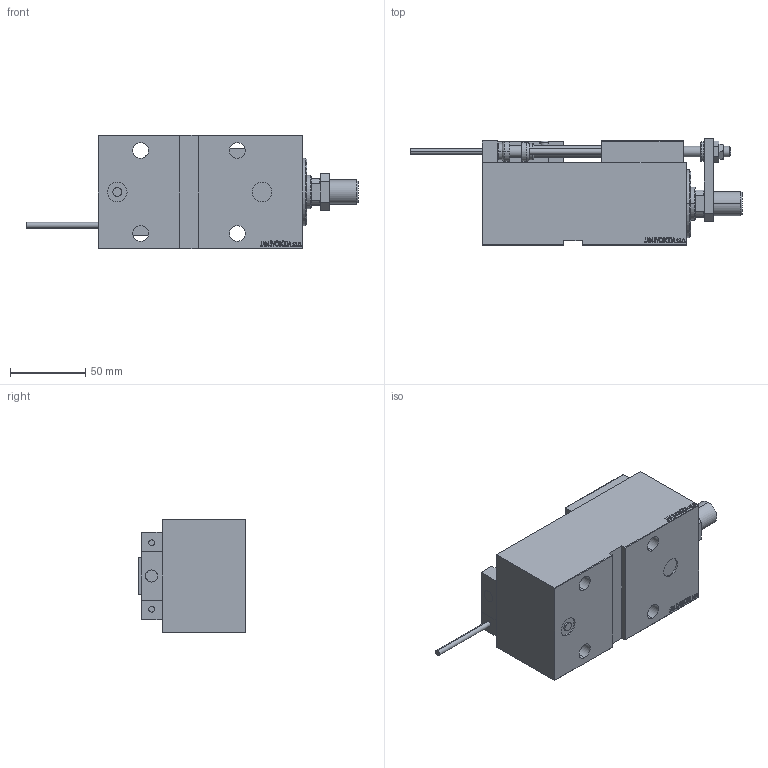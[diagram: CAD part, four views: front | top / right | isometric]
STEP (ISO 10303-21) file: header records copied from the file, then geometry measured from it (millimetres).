
FILE_DESCRIPTION (( 'STEP AP203' ), '1' );
FILE_NAME ('9080.STEP', '2024-07-12T08:41:49', ( '' ), ( '' ), 'SwSTEP 2.0', 'SolidWorks 2019', '' );
FILE_SCHEMA (( 'CONFIG_CONTROL_DESIGN' ));
Length unit declared in the file: millimetre
Products named in the file (17): NUT_D10 b3c93bf1c605c4ba2ac63e9442c87c21; Block b3c93bf1c605c4ba2ac63e9442c87c21; V450CM_VC_B b3c93bf1c605c4ba2ac63e9442c87c21; V450CM_MALE_METRIC b3c93bf1c605c4ba2ac63e9442c87c21; NUT_D12 b3c93bf1c605c4ba2ac63e9442c87c21; V450CM_E_VCP b3c93bf1c605c4ba2ac63e9442c87c21; SWITCH DIM B,W b3c93bf1c605c4ba2ac63e9442c87c21; MAGNET b3c93bf1c605c4ba2ac63e9442c87c21; V450CM_E_Body b3c93bf1c605c4ba2ac63e9442c87c21; SWITCH_X_FRONT_BACK b3c93bf1c605c4ba2ac63e9442c87c21; ZARAZKA b3c93bf1c605c4ba2ac63e9442c87c21; TYC_L79 b3c93bf1c605c4ba2ac63e9442c87c21; KONCOVKA b3c93bf1c605c4ba2ac63e9442c87c21; SWITCH X b3c93bf1c605c4ba2ac63e9442c87c21; 9080; ALLEN BOLT D8 b3c93bf1c605c4ba2ac63e9442c87c21; ALLEN BOLT D5 b3c93bf1c605c4ba2ac63e9442c87c21
Assembly tree (26 placements, depth 3):
  9080
    V450CM_E_Body b3c93bf1c605c4ba2ac63e9442c87c21
    V450CM_E_VCP b3c93bf1c605c4ba2ac63e9442c87c21
    V450CM_VC_B b3c93bf1c605c4ba2ac63e9442c87c21
    V450CM_MALE_METRIC b3c93bf1c605c4ba2ac63e9442c87c21
    SWITCH X b3c93bf1c605c4ba2ac63e9442c87c21
      SWITCH_X_FRONT_BACK b3c93bf1c605c4ba2ac63e9442c87c21  x2
      TYC_L79 b3c93bf1c605c4ba2ac63e9442c87c21
      Block b3c93bf1c605c4ba2ac63e9442c87c21  x2
      ALLEN BOLT D5 b3c93bf1c605c4ba2ac63e9442c87c21  x4
      ALLEN BOLT D8 b3c93bf1c605c4ba2ac63e9442c87c21  x4
      MAGNET b3c93bf1c605c4ba2ac63e9442c87c21  x2
      KONCOVKA b3c93bf1c605c4ba2ac63e9442c87c21  x2
    SWITCH DIM B,W b3c93bf1c605c4ba2ac63e9442c87c21
    ZARAZKA b3c93bf1c605c4ba2ac63e9442c87c21
    NUT_D10 b3c93bf1c605c4ba2ac63e9442c87c21
    NUT_D12 b3c93bf1c605c4ba2ac63e9442c87c21
Bounding box: 220 x 70.5 x 75 mm (x, y, z)
Volume: 557334.5 mm3; surface area: 110597.4 mm2
Topology: 25 solids, 25 shells, 1296 faces, 3100 edges, 1980 vertices
Faces by surface type: plane 571, bspline 380, cylinder 178, cone 117, torus 46, sphere 4
Entity records: 50192 total; most frequent: CARTESIAN_POINT 25423, ORIENTED_EDGE 5220, DIRECTION 3513, EDGE_CURVE 2610, VERTEX_POINT 1704, VECTOR 1509, LINE 1509, EDGE_LOOP 1202
